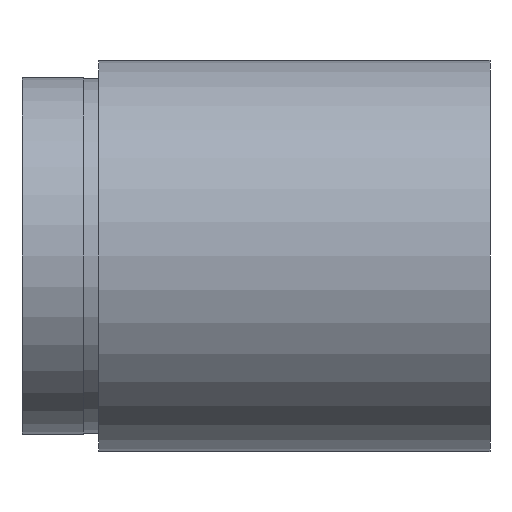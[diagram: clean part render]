
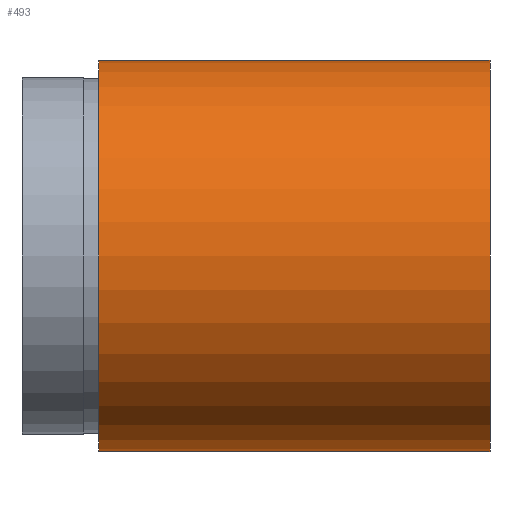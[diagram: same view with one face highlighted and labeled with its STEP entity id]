
A CAD part, left-side view. The second image highlights one B-rep face of the part: STEP entity #493.
In plain terms, the highlighted cylindrical face has radius 12.7 mm (diameter 25.4 mm), a partial arc.
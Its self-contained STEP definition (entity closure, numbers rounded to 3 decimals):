
#20 = FACE_OUTER_BOUND ( 'NONE', #141, .T. ) ;
#22 = CARTESIAN_POINT ( 'NONE',  ( 0., 161.376, 0. ) ) ;
#26 = DIRECTION ( 'NONE',  ( 0., 0., 1. ) ) ;
#29 = CYLINDRICAL_SURFACE ( 'NONE', #84, 12.7 ) ;
#52 = EDGE_CURVE ( 'NONE', #180, #129, #183, .T. ) ;
#67 = CARTESIAN_POINT ( 'NONE',  ( 0., 0., 0. ) ) ;
#68 = DIRECTION ( 'NONE',  ( 0., 1., 0. ) ) ;
#76 = EDGE_CURVE ( 'NONE', #248, #180, #342, .T. ) ;
#84 = AXIS2_PLACEMENT_3D ( 'NONE', #22, #68, #252 ) ;
#107 = AXIS2_PLACEMENT_3D ( 'NONE', #67, #197, #26 ) ;
#129 = VERTEX_POINT ( 'NONE', #489 ) ;
#134 = LINE ( 'NONE', #303, #473 ) ;
#141 = EDGE_LOOP ( 'NONE', ( #507, #373, #434, #370 ) ) ;
#165 = EDGE_CURVE ( 'NONE', #248, #401, #134, .T. ) ;
#180 = VERTEX_POINT ( 'NONE', #194 ) ;
#183 = LINE ( 'NONE', #429, #617 ) ;
#194 = CARTESIAN_POINT ( 'NONE',  ( 0., 0., 12.7 ) ) ;
#195 = CARTESIAN_POINT ( 'NONE',  ( 0., 25.4, -12.7 ) ) ;
#197 = DIRECTION ( 'NONE',  ( 0., 1., 0. ) ) ;
#248 = VERTEX_POINT ( 'NONE', #457 ) ;
#252 = DIRECTION ( 'NONE',  ( 0., 0., 1. ) ) ;
#303 = CARTESIAN_POINT ( 'NONE',  ( 0., 161.376, -12.7 ) ) ;
#340 = DIRECTION ( 'NONE',  ( 0., 1., 0. ) ) ;
#342 = CIRCLE ( 'NONE', #107, 12.7 ) ;
#347 = CARTESIAN_POINT ( 'NONE',  ( 0., 25.4, 0. ) ) ;
#350 = DIRECTION ( 'NONE',  ( 0., 0., 1. ) ) ;
#366 = CIRCLE ( 'NONE', #413, 12.7 ) ;
#370 = ORIENTED_EDGE ( 'NONE', *, *, #466, .F. ) ;
#373 = ORIENTED_EDGE ( 'NONE', *, *, #76, .T. ) ;
#401 = VERTEX_POINT ( 'NONE', #195 ) ;
#413 = AXIS2_PLACEMENT_3D ( 'NONE', #347, #443, #350 ) ;
#429 = CARTESIAN_POINT ( 'NONE',  ( 0., 161.376, 12.7 ) ) ;
#434 = ORIENTED_EDGE ( 'NONE', *, *, #52, .T. ) ;
#443 = DIRECTION ( 'NONE',  ( 0., 1., 0. ) ) ;
#447 = DIRECTION ( 'NONE',  ( 0., 1., 0. ) ) ;
#457 = CARTESIAN_POINT ( 'NONE',  ( 0., 0., -12.7 ) ) ;
#466 = EDGE_CURVE ( 'NONE', #401, #129, #366, .T. ) ;
#473 = VECTOR ( 'NONE', #447, 1000. ) ;
#489 = CARTESIAN_POINT ( 'NONE',  ( 0., 25.4, 12.7 ) ) ;
#493 = ADVANCED_FACE ( 'NONE', ( #20 ), #29, .T. ) ;
#507 = ORIENTED_EDGE ( 'NONE', *, *, #165, .F. ) ;
#617 = VECTOR ( 'NONE', #340, 1000. ) ;
